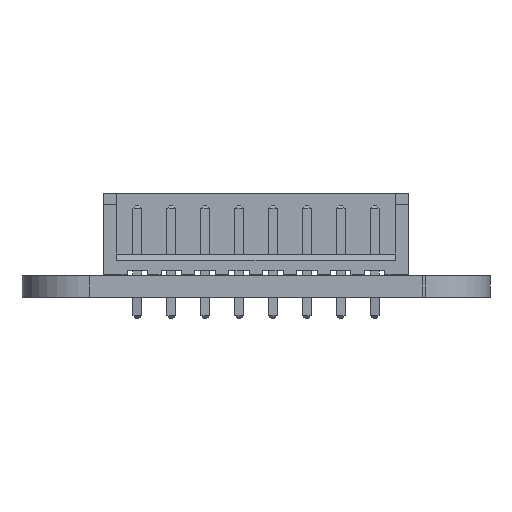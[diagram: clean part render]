
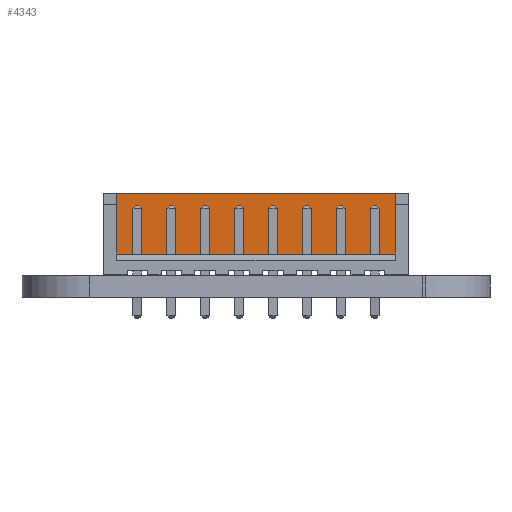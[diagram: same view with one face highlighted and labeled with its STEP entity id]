
A CAD part, front view. The second image highlights one B-rep face of the part: STEP entity #4343.
In plain terms, the highlighted planar face has unit normal (0, -1, 0).
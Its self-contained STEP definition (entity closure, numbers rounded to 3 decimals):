
#2790 = VERTEX_POINT('',#2791);
#2791 = CARTESIAN_POINT('',(-2.05,1.15,6.));
#2797 = EDGE_CURVE('',#2798,#2790,#2800,.T.);
#2798 = VERTEX_POINT('',#2799);
#2799 = CARTESIAN_POINT('',(19.55,1.15,6.));
#2800 = LINE('',#2801,#2802);
#2801 = CARTESIAN_POINT('',(19.55,1.15,6.));
#2802 = VECTOR('',#2803,1.);
#2803 = DIRECTION('',(-1.,0.,0.));
#2893 = VERTEX_POINT('',#2894);
#2894 = CARTESIAN_POINT('',(19.55,1.15,1.5));
#2900 = EDGE_CURVE('',#2893,#2901,#2903,.T.);
#2901 = VERTEX_POINT('',#2902);
#2902 = CARTESIAN_POINT('',(-2.05,1.15,1.5));
#2903 = LINE('',#2904,#2905);
#2904 = CARTESIAN_POINT('',(19.55,1.15,1.5));
#2905 = VECTOR('',#2906,1.);
#2906 = DIRECTION('',(-1.,0.,0.));
#4332 = EDGE_CURVE('',#2798,#2893,#4333,.T.);
#4333 = LINE('',#4334,#4335);
#4334 = CARTESIAN_POINT('',(19.55,1.15,6.));
#4335 = VECTOR('',#4336,1.);
#4336 = DIRECTION('',(-0.,-0.,-1.));
#4343 = ADVANCED_FACE('',(#4344),#4355,.F.);
#4344 = FACE_BOUND('',#4345,.F.);
#4345 = EDGE_LOOP('',(#4346,#4347,#4348,#4354));
#4346 = ORIENTED_EDGE('',*,*,#4332,.T.);
#4347 = ORIENTED_EDGE('',*,*,#2900,.T.);
#4348 = ORIENTED_EDGE('',*,*,#4349,.F.);
#4349 = EDGE_CURVE('',#2790,#2901,#4350,.T.);
#4350 = LINE('',#4351,#4352);
#4351 = CARTESIAN_POINT('',(-2.05,1.15,6.));
#4352 = VECTOR('',#4353,1.);
#4353 = DIRECTION('',(-0.,-0.,-1.));
#4354 = ORIENTED_EDGE('',*,*,#2797,.F.);
#4355 = PLANE('',#4356);
#4356 = AXIS2_PLACEMENT_3D('',#4357,#4358,#4359);
#4357 = CARTESIAN_POINT('',(19.55,1.15,6.));
#4358 = DIRECTION('',(0.,1.,0.));
#4359 = DIRECTION('',(-1.,0.,0.));
